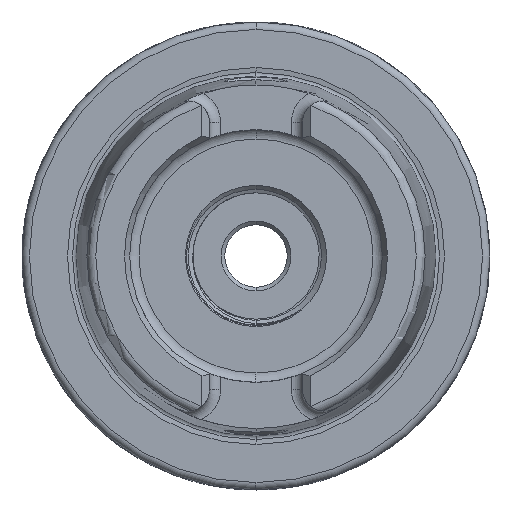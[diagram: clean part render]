
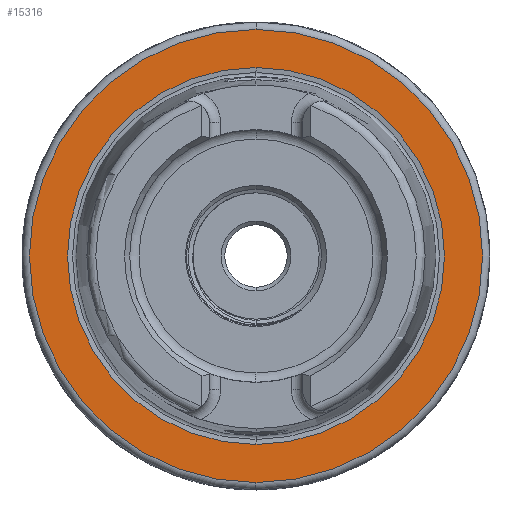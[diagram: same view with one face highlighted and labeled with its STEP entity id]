
A CAD part, left-side view. The second image highlights one B-rep face of the part: STEP entity #15316.
In plain terms, the highlighted planar face has unit normal (-1, 0, 0).
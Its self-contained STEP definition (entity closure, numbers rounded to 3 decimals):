
#1218 = FACE_OUTER_BOUND ( 'NONE', #2568, .T. ) ;
#1236 = FACE_BOUND ( 'NONE', #2362, .T. ) ;
#2362 = EDGE_LOOP ( 'NONE', ( #18082, #18068 ) ) ;
#2568 = EDGE_LOOP ( 'NONE', ( #18080, #18085 ) ) ;
#6156 = AXIS2_PLACEMENT_3D ( 'NONE', #25176, #25204, #25188 ) ;
#6343 = AXIS2_PLACEMENT_3D ( 'NONE', #20935, #20953, #20948 ) ;
#6344 = AXIS2_PLACEMENT_3D ( 'NONE', #21324, #21351, #21328 ) ;
#7013 = CIRCLE ( 'NONE', #10959, 30.5 ) ;
#7017 = CIRCLE ( 'NONE', #11002, 25.369 ) ;
#7397 = CIRCLE ( 'NONE', #6343, 25.369 ) ;
#7436 = CIRCLE ( 'NONE', #6344, 30.5 ) ;
#10959 = AXIS2_PLACEMENT_3D ( 'NONE', #29743, #29749, #29744 ) ;
#11002 = AXIS2_PLACEMENT_3D ( 'NONE', #29818, #29819, #29820 ) ;
#12338 = CARTESIAN_POINT ( 'NONE',  ( 0., 0., -25.369 ) ) ;
#12346 = CARTESIAN_POINT ( 'NONE',  ( 0., 0., 30.5 ) ) ;
#12347 = CARTESIAN_POINT ( 'NONE',  ( 0., 0., 25.369 ) ) ;
#12359 = CARTESIAN_POINT ( 'NONE',  ( 0., 0., -30.5 ) ) ;
#15316 = ADVANCED_FACE ( 'NONE', ( #1218, #1236 ), #25173, .T. ) ;
#17797 = EDGE_CURVE ( 'NONE', #27552, #27536, #7397, .T. ) ;
#17838 = EDGE_CURVE ( 'NONE', #27523, #27522, #7436, .T. ) ;
#18068 = ORIENTED_EDGE ( 'NONE', *, *, #17797, .T. ) ;
#18080 = ORIENTED_EDGE ( 'NONE', *, *, #27923, .T. ) ;
#18082 = ORIENTED_EDGE ( 'NONE', *, *, #27935, .T. ) ;
#18085 = ORIENTED_EDGE ( 'NONE', *, *, #17838, .T. ) ;
#20935 = CARTESIAN_POINT ( 'NONE',  ( 0., 0., 0. ) ) ;
#20948 = DIRECTION ( 'NONE',  ( 0., 0., -1. ) ) ;
#20953 = DIRECTION ( 'NONE',  ( 1., 0., 0. ) ) ;
#21324 = CARTESIAN_POINT ( 'NONE',  ( 0., 0., 0. ) ) ;
#21328 = DIRECTION ( 'NONE',  ( 0., 0., 1. ) ) ;
#21351 = DIRECTION ( 'NONE',  ( -1., 0., 0. ) ) ;
#25173 = PLANE ( 'NONE',  #6156 ) ;
#25176 = CARTESIAN_POINT ( 'NONE',  ( 0., 25.369, 0. ) ) ;
#25188 = DIRECTION ( 'NONE',  ( 0., 0., 1. ) ) ;
#25204 = DIRECTION ( 'NONE',  ( -1., 0., 0. ) ) ;
#27522 = VERTEX_POINT ( 'NONE', #12346 ) ;
#27523 = VERTEX_POINT ( 'NONE', #12359 ) ;
#27536 = VERTEX_POINT ( 'NONE', #12347 ) ;
#27552 = VERTEX_POINT ( 'NONE', #12338 ) ;
#27923 = EDGE_CURVE ( 'NONE', #27522, #27523, #7013, .T. ) ;
#27935 = EDGE_CURVE ( 'NONE', #27536, #27552, #7017, .T. ) ;
#29743 = CARTESIAN_POINT ( 'NONE',  ( 0., 0., 0. ) ) ;
#29744 = DIRECTION ( 'NONE',  ( 0., 0., 1. ) ) ;
#29749 = DIRECTION ( 'NONE',  ( -1., 0., 0. ) ) ;
#29818 = CARTESIAN_POINT ( 'NONE',  ( 0., 0., 0. ) ) ;
#29819 = DIRECTION ( 'NONE',  ( 1., 0., 0. ) ) ;
#29820 = DIRECTION ( 'NONE',  ( 0., 0., -1. ) ) ;
